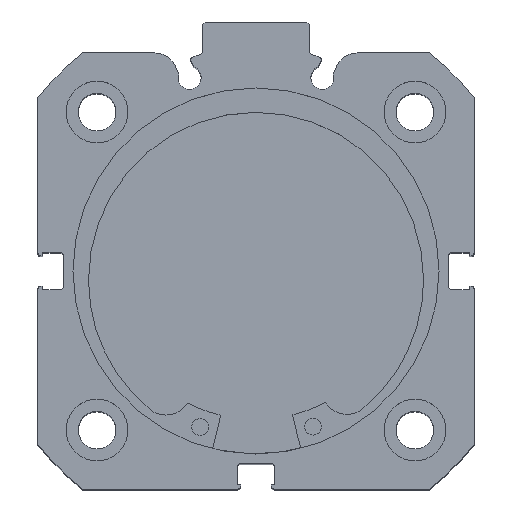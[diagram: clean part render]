
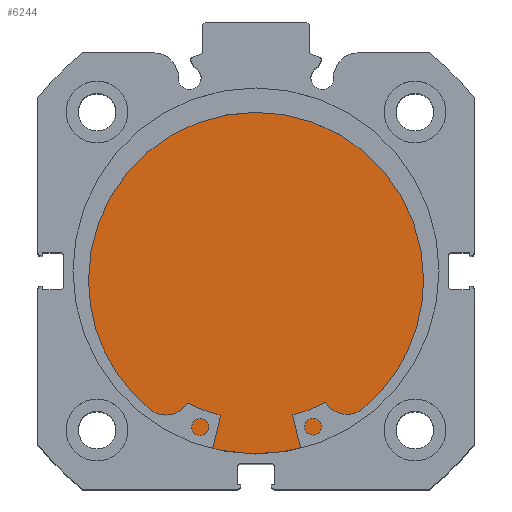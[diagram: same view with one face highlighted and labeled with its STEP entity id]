
A CAD part, top view. The second image highlights one B-rep face of the part: STEP entity #6244.
In plain terms, the highlighted face is planar.
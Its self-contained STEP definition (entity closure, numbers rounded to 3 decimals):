
#204 = CARTESIAN_POINT ( 'NONE',  ( 9.5, 0., 32.5 ) ) ;
#206 = CARTESIAN_POINT ( 'NONE',  ( 9.5, 0., -32.5 ) ) ;
#542 = EDGE_CURVE ( 'NONE', #4206, #4204, #1461, .T. ) ;
#553 = EDGE_CURVE ( 'NONE', #4204, #4206, #1474, .T. ) ;
#1234 = EDGE_LOOP ( 'NONE', ( #6763, #6761 ) ) ;
#1461 = CIRCLE ( 'NONE', #6822, 32.5 ) ;
#1474 = CIRCLE ( 'NONE', #6828, 32.5 ) ;
#2418 = AXIS2_PLACEMENT_3D ( 'NONE', #3459, #3461, #3462 ) ;
#2794 = FACE_OUTER_BOUND ( 'NONE', #1234, .T. ) ;
#3459 = CARTESIAN_POINT ( 'NONE',  ( 9.5, 32.5, 0. ) ) ;
#3460 = PLANE ( 'NONE',  #2418 ) ;
#3461 = DIRECTION ( 'NONE',  ( -1., 0., 0. ) ) ;
#3462 = DIRECTION ( 'NONE',  ( 0., 0., 1. ) ) ;
#4204 = VERTEX_POINT ( 'NONE', #206 ) ;
#4206 = VERTEX_POINT ( 'NONE', #204 ) ;
#5334 = CARTESIAN_POINT ( 'NONE',  ( 9.5, 0., 0. ) ) ;
#5396 = DIRECTION ( 'NONE',  ( 0., 0., 1. ) ) ;
#5406 = CARTESIAN_POINT ( 'NONE',  ( 9.5, 0., 0. ) ) ;
#5407 = DIRECTION ( 'NONE',  ( -1., 0., 0. ) ) ;
#5584 = DIRECTION ( 'NONE',  ( -1., 0., 0. ) ) ;
#5588 = DIRECTION ( 'NONE',  ( 0., 0., 1. ) ) ;
#6244 = ADVANCED_FACE ( 'NONE', ( #2794 ), #3460, .F. ) ;
#6761 = ORIENTED_EDGE ( 'NONE', *, *, #553, .F. ) ;
#6763 = ORIENTED_EDGE ( 'NONE', *, *, #542, .F. ) ;
#6822 = AXIS2_PLACEMENT_3D ( 'NONE', #5334, #5584, #5588 ) ;
#6828 = AXIS2_PLACEMENT_3D ( 'NONE', #5406, #5407, #5396 ) ;
